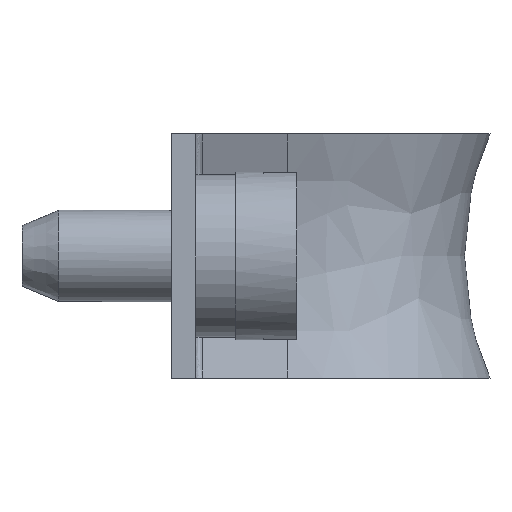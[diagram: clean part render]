
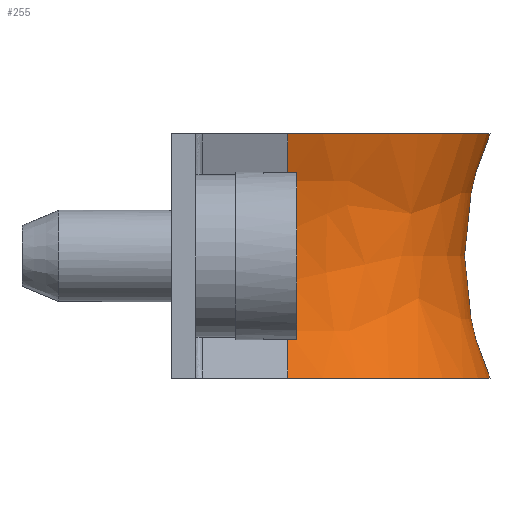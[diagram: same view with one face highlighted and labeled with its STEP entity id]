
A CAD part, left-side view. The second image highlights one B-rep face of the part: STEP entity #255.
In plain terms, the highlighted free-form (B-spline) face has degree [2, 2] with [5, 3] control points.
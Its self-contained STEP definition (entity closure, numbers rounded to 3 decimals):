
#169=(
BOUNDED_SURFACE()
B_SPLINE_SURFACE(2,2,((#1974,#1975,#1976),(#1977,#1978,#1979),(#1980,#1981,
#1982),(#1983,#1984,#1985),(#1986,#1987,#1988)),.UNSPECIFIED.,.F.,.F.,.F.)
B_SPLINE_SURFACE_WITH_KNOTS((3,2,3),(3,3),(0.,0.5,1.),(0.,1.),
 .UNSPECIFIED.)
GEOMETRIC_REPRESENTATION_ITEM()
RATIONAL_B_SPLINE_SURFACE(((1.,0.917,1.),(0.707,
0.648,0.707),(1.,0.917,1.),(0.707,
0.648,0.707),(1.,0.917,1.)))
REPRESENTATION_ITEM('')
SURFACE()
);
#197=FACE_OUTER_BOUND('',#416,.T.);
#255=ADVANCED_FACE('',(#197),#169,.T.);
#416=EDGE_LOOP('',(#586,#587,#588,#589));
#507=CIRCLE('',#1424,10.);
#508=CIRCLE('',#1426,10.);
#509=CIRCLE('',#1427,6.635);
#510=CIRCLE('',#1428,6.635);
#586=ORIENTED_EDGE('',*,*,#1042,.T.);
#587=ORIENTED_EDGE('',*,*,#1043,.T.);
#588=ORIENTED_EDGE('',*,*,#1040,.T.);
#589=ORIENTED_EDGE('',*,*,#1044,.F.);
#916=VERTEX_POINT('',#1964);
#917=VERTEX_POINT('',#1966);
#918=VERTEX_POINT('',#1970);
#919=VERTEX_POINT('',#1971);
#1040=EDGE_CURVE('',#917,#916,#507,.T.);
#1042=EDGE_CURVE('',#918,#919,#508,.T.);
#1043=EDGE_CURVE('',#919,#917,#509,.T.);
#1044=EDGE_CURVE('',#918,#916,#510,.T.);
#1424=AXIS2_PLACEMENT_3D('',#1965,#1578,#1579);
#1426=AXIS2_PLACEMENT_3D('',#1969,#1583,#1584);
#1427=AXIS2_PLACEMENT_3D('',#1972,#1585,#1586);
#1428=AXIS2_PLACEMENT_3D('',#1973,#1587,#1588);
#1578=DIRECTION('',(0.,1.,0.));
#1579=DIRECTION('',(0.917,0.,0.4));
#1583=DIRECTION('',(0.,1.,0.));
#1584=DIRECTION('',(-0.917,0.,-0.4));
#1585=DIRECTION('',(0.,0.,-1.));
#1586=DIRECTION('',(1.,0.,0.));
#1587=DIRECTION('',(0.,0.,-1.));
#1588=DIRECTION('',(1.,0.,0.));
#1964=CARTESIAN_POINT('',(7.515,-3.8,0.));
#1965=CARTESIAN_POINT('',(-1.65,-3.8,4.));
#1966=CARTESIAN_POINT('',(7.515,-3.8,8.));
#1969=CARTESIAN_POINT('',(29.95,-3.8,4.));
#1970=CARTESIAN_POINT('',(20.785,-3.8,0.));
#1971=CARTESIAN_POINT('',(20.785,-3.8,8.));
#1972=CARTESIAN_POINT('',(14.15,-3.8,8.));
#1973=CARTESIAN_POINT('',(14.15,-3.8,0.));
#1974=CARTESIAN_POINT('',(20.785,-3.8,8.));
#1975=CARTESIAN_POINT('',(19.039,-3.8,4.));
#1976=CARTESIAN_POINT('',(20.785,-3.8,0.));
#1977=CARTESIAN_POINT('',(20.785,-10.435,8.));
#1978=CARTESIAN_POINT('',(19.039,-8.689,4.));
#1979=CARTESIAN_POINT('',(20.785,-10.435,0.));
#1980=CARTESIAN_POINT('',(14.15,-10.435,8.));
#1981=CARTESIAN_POINT('',(14.15,-8.689,4.));
#1982=CARTESIAN_POINT('',(14.15,-10.435,0.));
#1983=CARTESIAN_POINT('',(7.515,-10.435,8.));
#1984=CARTESIAN_POINT('',(9.261,-8.689,4.));
#1985=CARTESIAN_POINT('',(7.515,-10.435,0.));
#1986=CARTESIAN_POINT('',(7.515,-3.8,8.));
#1987=CARTESIAN_POINT('',(9.261,-3.8,4.));
#1988=CARTESIAN_POINT('',(7.515,-3.8,0.));
